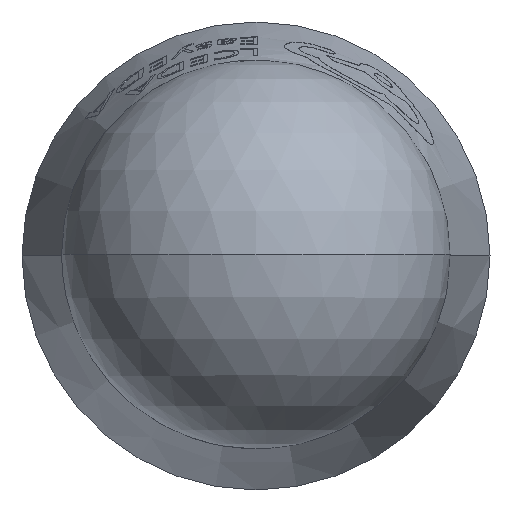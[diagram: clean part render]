
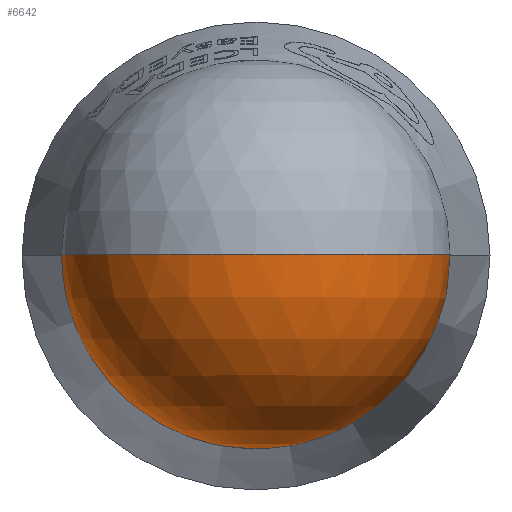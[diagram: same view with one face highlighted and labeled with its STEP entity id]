
A CAD part, top view. The second image highlights one B-rep face of the part: STEP entity #6642.
In plain terms, the highlighted spherical face has radius 1.205 mm.
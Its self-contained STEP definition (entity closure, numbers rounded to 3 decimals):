
#265 = CARTESIAN_POINT ( 'NONE',  ( -1.203, 0., 5.219 ) ) ;
#331 = AXIS2_PLACEMENT_3D ( 'NONE', #9727, #2710, #5769 ) ;
#1734 = ORIENTED_EDGE ( 'NONE', *, *, #3607, .F. ) ;
#2402 = ORIENTED_EDGE ( 'NONE', *, *, #8505, .F. ) ;
#2592 = EDGE_CURVE ( 'NONE', #6065, #8325, #3910, .T. ) ;
#2710 = DIRECTION ( 'NONE',  ( 0., -1., 0. ) ) ;
#2738 = CARTESIAN_POINT ( 'NONE',  ( 0., 0., 5.219 ) ) ;
#2805 = DIRECTION ( 'NONE',  ( -1., 0., 0. ) ) ;
#2961 = DIRECTION ( 'NONE',  ( -1., 0., 0. ) ) ;
#3022 = CARTESIAN_POINT ( 'NONE',  ( 0., 0., 5.295 ) ) ;
#3048 = CARTESIAN_POINT ( 'NONE',  ( 0., 0., 6.5 ) ) ;
#3069 = CIRCLE ( 'NONE', #3304, 1.203 ) ;
#3080 = DIRECTION ( 'NONE',  ( 0., 1., 0. ) ) ;
#3093 = DIRECTION ( 'NONE',  ( 0., 1., 0. ) ) ;
#3304 = AXIS2_PLACEMENT_3D ( 'NONE', #2738, #10754, #2805 ) ;
#3607 = EDGE_CURVE ( 'NONE', #6065, #5575, #11491, .T. ) ;
#3910 = CIRCLE ( 'NONE', #331, 1.205 ) ;
#4996 = AXIS2_PLACEMENT_3D ( 'NONE', #11215, #3080, #12176 ) ;
#5575 = VERTEX_POINT ( 'NONE', #11813 ) ;
#5769 = DIRECTION ( 'NONE',  ( 0., 0., -1. ) ) ;
#6065 = VERTEX_POINT ( 'NONE', #3048 ) ;
#6276 = SPHERICAL_SURFACE ( 'NONE', #4996, 1.205 ) ;
#6642 = ADVANCED_FACE ( 'NONE', ( #11010 ), #6276, .T. ) ;
#8325 = VERTEX_POINT ( 'NONE', #265 ) ;
#8482 = EDGE_LOOP ( 'NONE', ( #1734, #9227, #2402 ) ) ;
#8505 = EDGE_CURVE ( 'NONE', #5575, #8325, #3069, .T. ) ;
#9227 = ORIENTED_EDGE ( 'NONE', *, *, #2592, .T. ) ;
#9727 = CARTESIAN_POINT ( 'NONE',  ( 0., 0., 5.295 ) ) ;
#10460 = AXIS2_PLACEMENT_3D ( 'NONE', #3022, #3093, #2961 ) ;
#10754 = DIRECTION ( 'NONE',  ( 0., 0., -1. ) ) ;
#11010 = FACE_OUTER_BOUND ( 'NONE', #8482, .T. ) ;
#11215 = CARTESIAN_POINT ( 'NONE',  ( 0., 0., 5.295 ) ) ;
#11491 = CIRCLE ( 'NONE', #10460, 1.205 ) ;
#11813 = CARTESIAN_POINT ( 'NONE',  ( 1.203, 0., 5.219 ) ) ;
#12176 = DIRECTION ( 'NONE',  ( -1., 0., 0. ) ) ;
